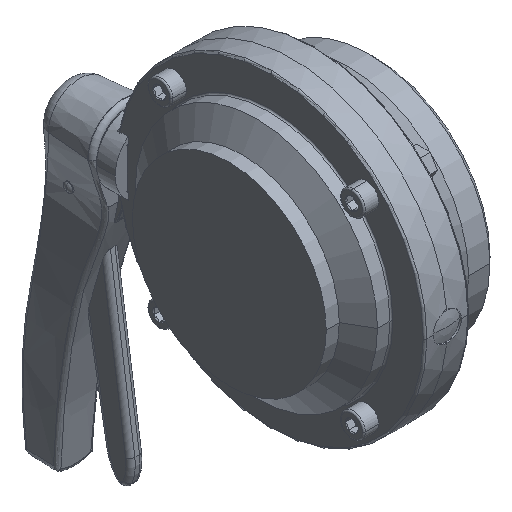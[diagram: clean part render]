
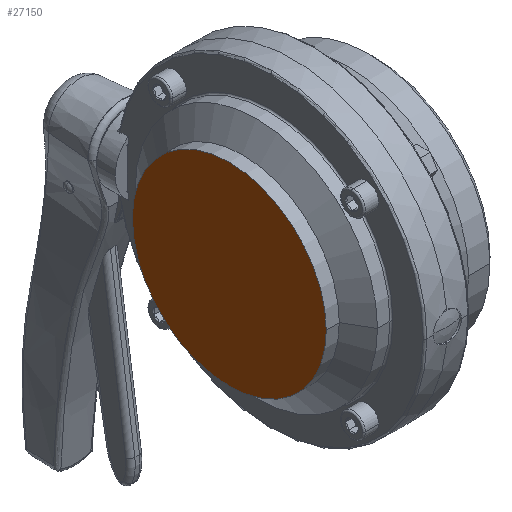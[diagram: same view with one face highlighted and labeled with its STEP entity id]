
A CAD part, isometric view. The second image highlights one B-rep face of the part: STEP entity #27150.
In plain terms, the highlighted planar face has unit normal (-1, 0, 0).
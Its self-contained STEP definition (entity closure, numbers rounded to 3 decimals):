
#26750=CARTESIAN_POINT('',(-34.,-52.,0.));
#26760=VERTEX_POINT('',#26750);
#26790=CARTESIAN_POINT('',(-34.,0.,0.));
#26800=DIRECTION('',(-1.,0.,0.));
#26810=DIRECTION('',(0.,1.,0.));
#26820=AXIS2_PLACEMENT_3D('',#26790,#26800,#26810);
#26830=CIRCLE('',#26820,52.);
#26840=CARTESIAN_POINT('',(-34.,52.,0.));
#26850=VERTEX_POINT('',#26840);
#26860=EDGE_CURVE('',#26760,#26850,#26830,.T.);
#27050=CARTESIAN_POINT('',(-34.,51.,0.));
#27060=DIRECTION('',(1.,0.,0.));
#27070=DIRECTION('',(0.,1.,0.));
#27080=AXIS2_PLACEMENT_3D('',#27050,#27060,#27070);
#27090=PLANE('',#27080);
#27100=EDGE_CURVE('',#26850,#26760,#26830,.T.);
#27110=ORIENTED_EDGE('',*,*,#27100,.T.);
#27120=ORIENTED_EDGE('',*,*,#26860,.T.);
#27130=EDGE_LOOP('',(#27120,#27110));
#27140=FACE_OUTER_BOUND('',#27130,.T.);
#27150=ADVANCED_FACE('',(#27140),#27090,.F.);
